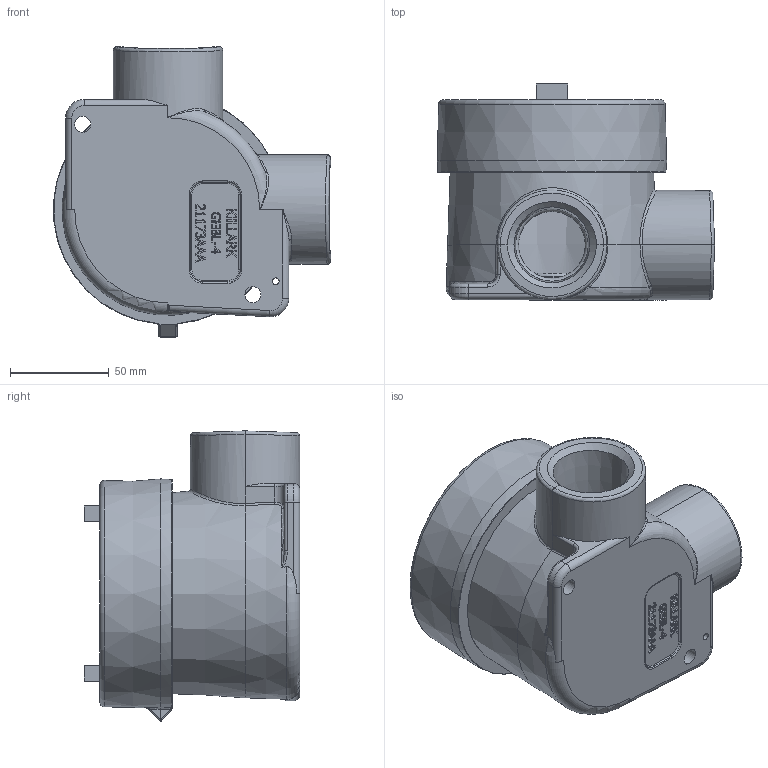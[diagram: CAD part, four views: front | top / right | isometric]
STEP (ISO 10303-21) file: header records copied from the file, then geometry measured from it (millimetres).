
FILE_DESCRIPTION(/* description */ (''),/* implementation_level */ '2;1');
FILE_NAME(/* name */ 'KIL_GEBL-4_2D.stp',/* time_stamp */ '2021-02-10T17:17:08+06:00',/* author */ ('kr'),/* organization */ (''),/* preprocessor_version */ 'ST-DEVELOPER v18',/* originating_system */ 'Autodesk Inventor 2020',/* authorisation */ '');
FILE_SCHEMA (('AUTOMOTIVE_DESIGN { 1 0 10303 214 3 1 1 }'));
Products named in the file (3): GEBL-4; 21173; 21147-override
Assembly tree (2 placements, depth 2):
  GEBL-4
    21173
    21147-override
Bounding box: 140.65 x 109.47 x 147.27 mm (x, y, z)
Volume: 575611.4 mm3; surface area: 129449.1 mm2
Topology: 2 solids, 2 shells, 809 faces, 2111 edges, 1340 vertices
Faces by surface type: plane 414, bspline 239, cylinder 83, torus 49, cone 14, sphere 10
Full cylindrical faces by diameter (mm): 3.454 x1, 8.153 x2, 33.884 x2, 97.104 x1, 102.743 x1
Entity records: 52156 total; most frequent: CARTESIAN_POINT 33668, ORIENTED_EDGE 4192, DIRECTION 3134, EDGE_CURVE 2096, VERTEX_POINT 1340, LINE 1244, VECTOR 1244, AXIS2_PLACEMENT_3D 945
